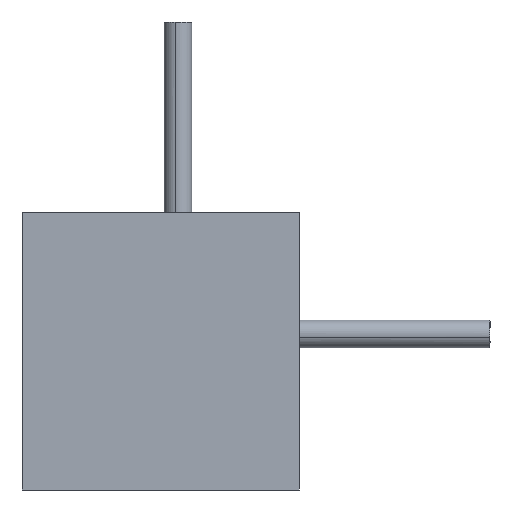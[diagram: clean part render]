
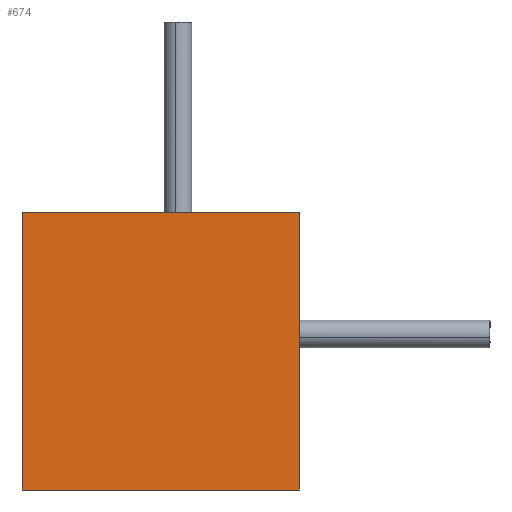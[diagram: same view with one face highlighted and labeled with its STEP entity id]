
A CAD part, front view. The second image highlights one B-rep face of the part: STEP entity #674.
In plain terms, the highlighted free-form (B-spline) face has degree [1, 1] with [2, 2] control points.
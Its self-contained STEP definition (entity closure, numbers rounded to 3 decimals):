
#531 = EDGE_CURVE('',#532,#534,#536,.T.);
#532 = VERTEX_POINT('',#533);
#533 = CARTESIAN_POINT('',(50.205,0.,-64.55));
#534 = VERTEX_POINT('',#535);
#535 = CARTESIAN_POINT('',(50.205,0.,50.205));
#536 = B_SPLINE_CURVE_WITH_KNOTS('',1,(#537,#538),.UNSPECIFIED.,.F.,.F.,
  (2,2),(-45.,35.),.PIECEWISE_BEZIER_KNOTS.);
#537 = CARTESIAN_POINT('',(50.205,0.,-64.55));
#538 = CARTESIAN_POINT('',(50.205,0.,50.205));
#581 = EDGE_CURVE('',#582,#534,#584,.T.);
#582 = VERTEX_POINT('',#583);
#583 = CARTESIAN_POINT('',(-64.55,0.,50.205));
#584 = B_SPLINE_CURVE_WITH_KNOTS('',1,(#585,#586),.UNSPECIFIED.,.F.,.F.,
  (2,2),(-45.,35.),.PIECEWISE_BEZIER_KNOTS.);
#585 = CARTESIAN_POINT('',(-64.55,0.,50.205));
#586 = CARTESIAN_POINT('',(50.205,0.,50.205));
#674 = ADVANCED_FACE('',(#675),#691,.F.);
#675 = FACE_BOUND('',#676,.T.);
#676 = EDGE_LOOP('',(#677,#678,#685,#690));
#677 = ORIENTED_EDGE('',*,*,#581,.F.);
#678 = ORIENTED_EDGE('',*,*,#679,.F.);
#679 = EDGE_CURVE('',#680,#582,#682,.T.);
#680 = VERTEX_POINT('',#681);
#681 = CARTESIAN_POINT('',(-64.55,0.,-64.55));
#682 = B_SPLINE_CURVE_WITH_KNOTS('',1,(#683,#684),.UNSPECIFIED.,.F.,.F.,
  (2,2),(-45.,35.),.PIECEWISE_BEZIER_KNOTS.);
#683 = CARTESIAN_POINT('',(-64.55,0.,-64.55));
#684 = CARTESIAN_POINT('',(-64.55,0.,50.205));
#685 = ORIENTED_EDGE('',*,*,#686,.F.);
#686 = EDGE_CURVE('',#532,#680,#687,.T.);
#687 = B_SPLINE_CURVE_WITH_KNOTS('',1,(#688,#689),.UNSPECIFIED.,.F.,.F.,
  (2,2),(-35.,45.),.PIECEWISE_BEZIER_KNOTS.);
#688 = CARTESIAN_POINT('',(50.205,0.,-64.55));
#689 = CARTESIAN_POINT('',(-64.55,0.,-64.55));
#690 = ORIENTED_EDGE('',*,*,#531,.T.);
#691 = B_SPLINE_SURFACE_WITH_KNOTS('',1,1,(
    (#692,#693)
    ,(#694,#695
    )),.UNSPECIFIED.,.F.,.F.,.F.,(2,2),(2,2),(-45.,35.),(-45.,35.),
  .PIECEWISE_BEZIER_KNOTS.);
#692 = CARTESIAN_POINT('',(-64.55,0.,-64.55));
#693 = CARTESIAN_POINT('',(50.205,0.,-64.55));
#694 = CARTESIAN_POINT('',(-64.55,0.,50.205));
#695 = CARTESIAN_POINT('',(50.205,0.,50.205));
